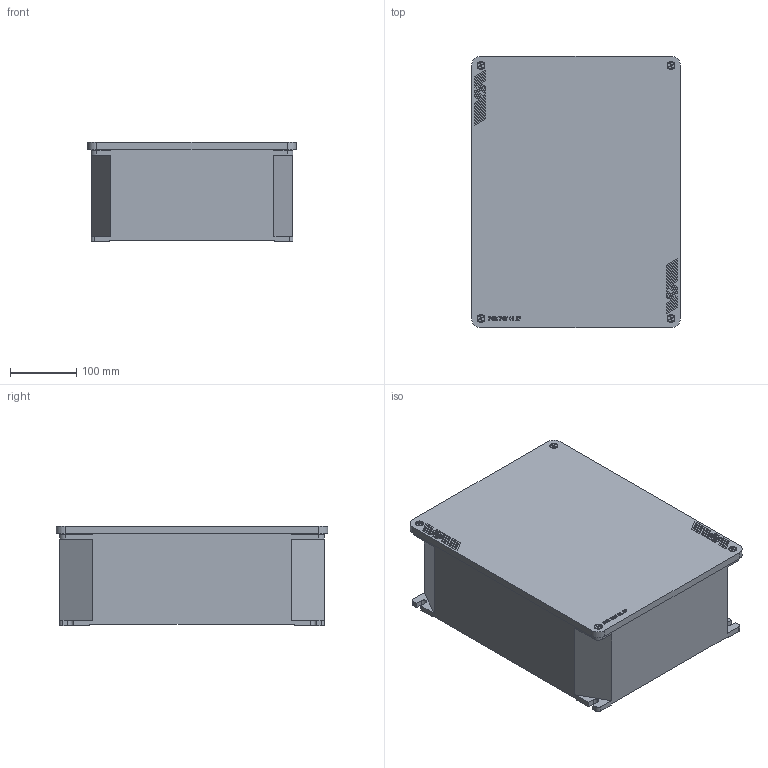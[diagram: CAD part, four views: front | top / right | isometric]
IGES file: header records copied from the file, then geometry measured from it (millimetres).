
Start section: Elysium IGES Interface
Global section: file name: APV_21.igs; native system: SolidDesigner 16.00A  16-Aug-2008; preprocessor: CoCreate IGES_3D V2.2; author: Unknown; organization: Unknown; date: 20091021.094438; units: millimetre
Bounding box: 315 x 410 x 150.4 mm (x, y, z)
Volume: 2263968.5 mm3; surface area: 907715.9 mm2
Topology: 6 solids, 8 shells, 1409 faces, 3773 edges, 2498 vertices
Faces by surface type: bspline 1409
